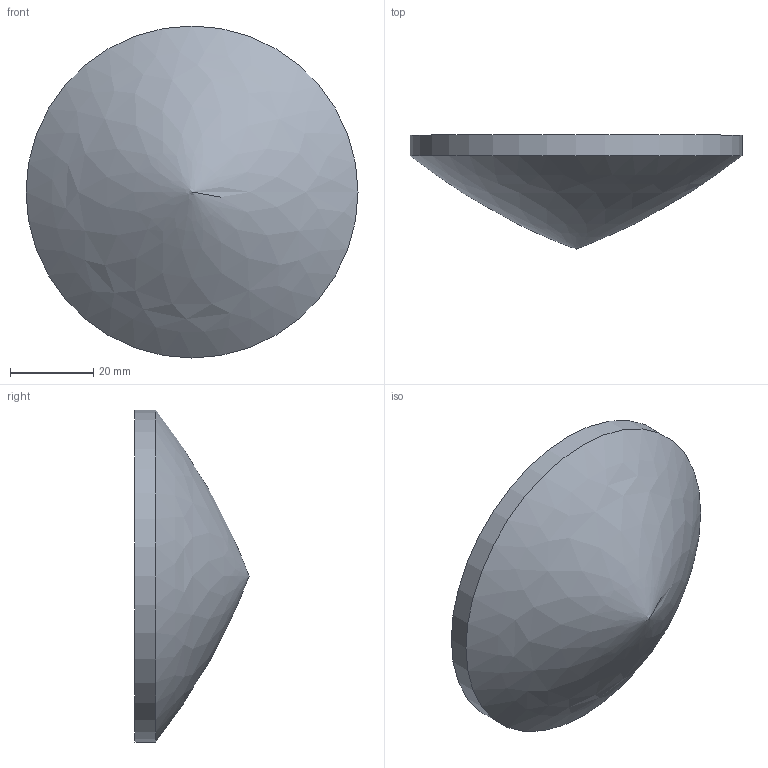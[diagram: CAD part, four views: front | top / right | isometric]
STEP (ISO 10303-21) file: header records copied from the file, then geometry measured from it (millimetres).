
FILE_DESCRIPTION(('FreeCAD Model'),'2;1');
FILE_NAME('Open CASCADE Shape Model','2022-12-07T11:22:58',('Author'),( ''),'Open CASCADE STEP processor 7.5','FreeCAD','Unknown');
FILE_SCHEMA(('AUTOMOTIVE_DESIGN { 1 0 10303 214 1 1 1 1 }'));
Length unit declared in the file: millimetre
Products named in the file (1): Groove
Bounding box: 80 x 27.47 x 80 mm (x, y, z)
Volume: 251.3 mm3; surface area: 13479.9 mm2
Topology: 9 solids, 10 shells, 88 faces, 213 edges, 136 vertices
Faces by surface type: bspline 42, plane 25, cylinder 20, revolution 1
Full cylindrical faces by diameter (mm): 2 x8, 8.14 x6, 80 x1
Entity records: 15425 total; most frequent: CARTESIAN_POINT 12080, ORIENTED_EDGE 416, PCURVE 394, DEFINITIONAL_REPRESENTATION 394, B_SPLINE_CURVE_WITH_KNOTS 359, DIRECTION 354, EDGE_CURVE 197, SURFACE_CURVE 186
